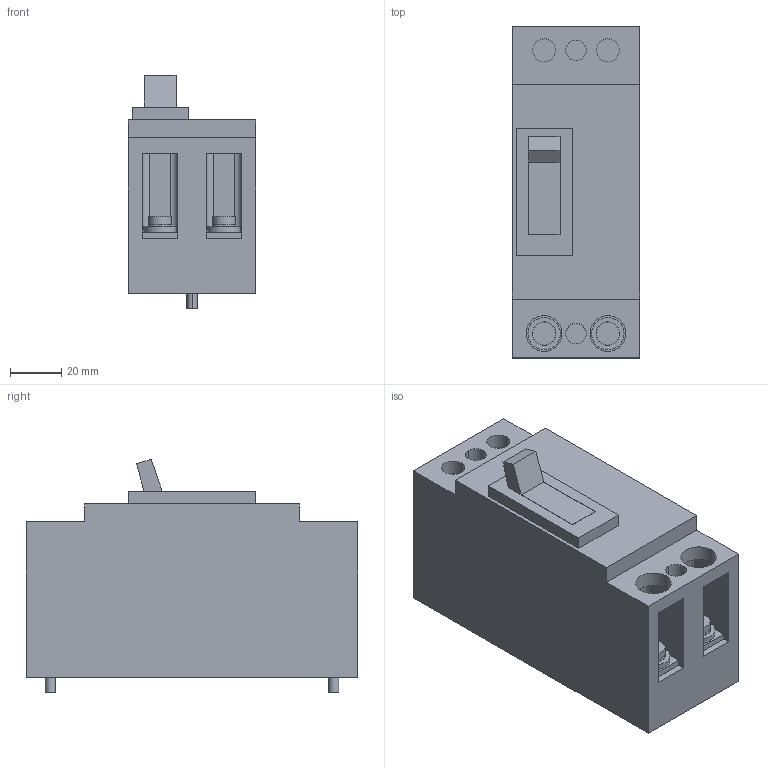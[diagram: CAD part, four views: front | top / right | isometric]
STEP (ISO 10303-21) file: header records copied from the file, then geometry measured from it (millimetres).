
FILE_DESCRIPTION(('CoCreate Modeling STEP Export'),'2;1');
FILE_NAME('Ｅ５０ＳＦ２Ｆ.stp','2016-03-29T11:05:53',(''),(''),'CoCreate Modeling STEP processor for AP214 (Solid Model)','CoCreate Modeling 17.0 01-Apr-2010 (C) Parametric Technology GmbH','');
FILE_SCHEMA(('AUTOMOTIVE_DESIGN { 1 0 10303 214 1 1 1 1 }'));
Length unit declared in the file: millimetre
Products named in the file (4): p2; p1; p3.2; Ｅ５０ＳＦ２Ｆ
Assembly tree (7 placements, depth 2):
  Ｅ５０ＳＦ２Ｆ
    p3.2  x4
    p2  x2
    p1
Bounding box: 50 x 130 x 91.51 mm (x, y, z)
Volume: 392466.3 mm3; surface area: 53632.7 mm2
Topology: 7 solids, 7 shells, 194 faces, 430 edges, 278 vertices
Faces by surface type: plane 106, cylinder 88
Entity records: 3809 total; most frequent: ORIENTED_EDGE 584, CARTESIAN_POINT 527, DIRECTION 510, EDGE_CURVE 292, VERTEX_POINT 186, VECTOR 172, LINE 172, AXIS2_PLACEMENT_3D 169
